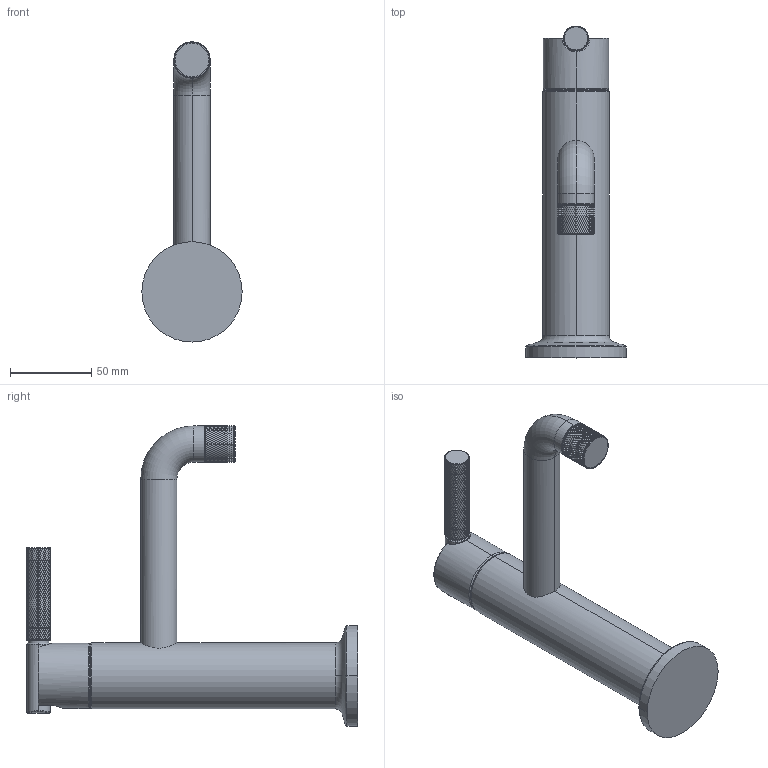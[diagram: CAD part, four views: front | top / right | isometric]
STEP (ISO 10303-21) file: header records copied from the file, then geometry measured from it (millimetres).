
FILE_DESCRIPTION((''),'2;1');
FILE_NAME('3293_SW0001','2024-05-17T19:41:28',('nehatek'),(''),'CREO PARAMETRIC BY PTC INC, 2023134','CREO PARAMETRIC BY PTC INC, 2023134','');
FILE_SCHEMA(('CONFIG_CONTROL_DESIGN'));
Length unit declared in the file: inch
Products named in the file (1): 3293_SW0001
Bounding box: 61.72 x 204.02 x 184.59 mm (x, y, z)
Volume: 342658.2 mm3; surface area: 49803.8 mm2
Topology: 1 solids, 1 shells, 12034 faces, 24719 edges, 12695 vertices
Faces by surface type: bspline 9552, cylinder 2439, torus 24, plane 15, sphere 4
Entity records: 481710 total; most frequent: CARTESIAN_POINT 312525, ORIENTED_EDGE 49438, EDGE_CURVE 24719, B_SPLINE_CURVE_WITH_KNOTS 23952, VERTEX_POINT 12695, EDGE_LOOP 12042, FACE_OUTER_BOUND 12034, ADVANCED_FACE 12034
